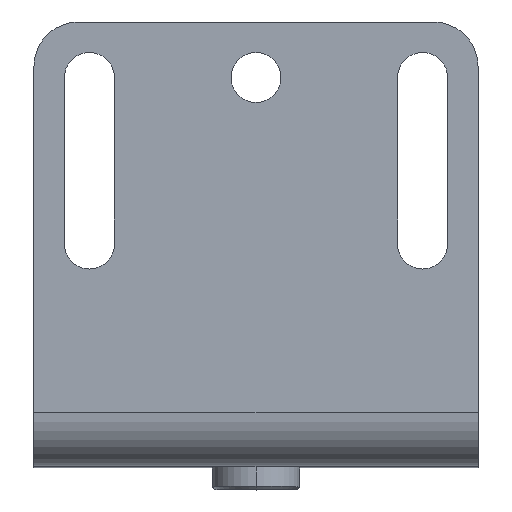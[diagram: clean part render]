
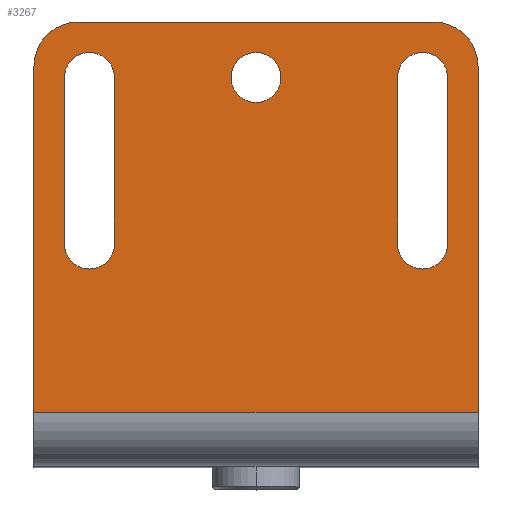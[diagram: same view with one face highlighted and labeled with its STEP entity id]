
A CAD part, top view. The second image highlights one B-rep face of the part: STEP entity #3267.
In plain terms, the highlighted planar face has unit normal (0, 0, 1).
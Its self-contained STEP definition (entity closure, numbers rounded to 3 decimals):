
#87=DIRECTION('',(1.,0.,0.));
#88=VECTOR('',#87,40.);
#89=CARTESIAN_POINT('',(-20.,4.8,0.));
#90=LINE('',#89,#88);
#105=CARTESIAN_POINT('',(-16.,36.,0.));
#106=DIRECTION('',(0.,0.,1.));
#107=DIRECTION('',(0.,1.,0.));
#108=AXIS2_PLACEMENT_3D('',#105,#106,#107);
#110=DIRECTION('',(-1.,0.,0.));
#111=VECTOR('',#110,32.);
#112=CARTESIAN_POINT('',(16.,40.,0.));
#113=LINE('',#112,#111);
#114=CARTESIAN_POINT('',(16.,36.,0.));
#115=DIRECTION('',(0.,0.,1.));
#116=DIRECTION('',(1.,0.,0.));
#117=AXIS2_PLACEMENT_3D('',#114,#115,#116);
#119=DIRECTION('',(0.,1.,0.));
#120=VECTOR('',#119,31.2);
#121=CARTESIAN_POINT('',(20.,4.8,0.));
#122=LINE('',#121,#120);
#123=DIRECTION('',(0.,-1.,0.));
#124=VECTOR('',#123,31.2);
#125=CARTESIAN_POINT('',(-20.,36.,0.));
#126=LINE('',#125,#124);
#127=CARTESIAN_POINT('',(0.,35.,0.));
#128=DIRECTION('',(0.,0.,-1.));
#129=DIRECTION('',(1.,0.,0.));
#130=AXIS2_PLACEMENT_3D('',#127,#128,#129);
#132=CARTESIAN_POINT('',(0.,35.,0.));
#133=DIRECTION('',(0.,0.,-1.));
#134=DIRECTION('',(-1.,0.,0.));
#135=AXIS2_PLACEMENT_3D('',#132,#133,#134);
#137=DIRECTION('',(0.,-1.,0.));
#138=VECTOR('',#137,15.);
#139=CARTESIAN_POINT('',(12.75,35.,0.));
#140=LINE('',#139,#138);
#141=CARTESIAN_POINT('',(15.,20.,0.));
#142=DIRECTION('',(0.,0.,-1.));
#143=DIRECTION('',(1.,0.,0.));
#144=AXIS2_PLACEMENT_3D('',#141,#142,#143);
#146=DIRECTION('',(0.,1.,0.));
#147=VECTOR('',#146,15.);
#148=CARTESIAN_POINT('',(17.25,20.,0.));
#149=LINE('',#148,#147);
#150=CARTESIAN_POINT('',(15.,35.,0.));
#151=DIRECTION('',(0.,0.,-1.));
#152=DIRECTION('',(-1.,0.,0.));
#153=AXIS2_PLACEMENT_3D('',#150,#151,#152);
#155=DIRECTION('',(0.,-1.,0.));
#156=VECTOR('',#155,15.);
#157=CARTESIAN_POINT('',(-17.25,35.,0.));
#158=LINE('',#157,#156);
#159=CARTESIAN_POINT('',(-15.,20.,0.));
#160=DIRECTION('',(0.,0.,-1.));
#161=DIRECTION('',(1.,0.,0.));
#162=AXIS2_PLACEMENT_3D('',#159,#160,#161);
#164=DIRECTION('',(0.,1.,0.));
#165=VECTOR('',#164,15.);
#166=CARTESIAN_POINT('',(-12.75,20.,0.));
#167=LINE('',#166,#165);
#168=CARTESIAN_POINT('',(-15.,35.,0.));
#169=DIRECTION('',(0.,0.,-1.));
#170=DIRECTION('',(-1.,0.,0.));
#171=AXIS2_PLACEMENT_3D('',#168,#169,#170);
#2417=CARTESIAN_POINT('',(-20.,4.8,0.));
#2418=CARTESIAN_POINT('',(20.,4.8,0.));
#2419=VERTEX_POINT('',#2417);
#2420=VERTEX_POINT('',#2418);
#2457=CARTESIAN_POINT('',(-16.,40.,0.));
#2458=CARTESIAN_POINT('',(-20.,36.,0.));
#2459=VERTEX_POINT('',#2457);
#2460=VERTEX_POINT('',#2458);
#2465=CARTESIAN_POINT('',(20.,36.,0.));
#2466=CARTESIAN_POINT('',(16.,40.,0.));
#2467=VERTEX_POINT('',#2465);
#2468=VERTEX_POINT('',#2466);
#2473=CARTESIAN_POINT('',(2.25,35.,0.));
#2474=CARTESIAN_POINT('',(-2.25,35.,0.));
#2475=VERTEX_POINT('',#2473);
#2476=VERTEX_POINT('',#2474);
#2477=CARTESIAN_POINT('',(12.75,35.,0.));
#2478=CARTESIAN_POINT('',(12.75,20.,0.));
#2479=VERTEX_POINT('',#2477);
#2480=VERTEX_POINT('',#2478);
#2481=CARTESIAN_POINT('',(17.25,20.,0.));
#2482=VERTEX_POINT('',#2481);
#2483=CARTESIAN_POINT('',(17.25,35.,0.));
#2484=VERTEX_POINT('',#2483);
#2485=CARTESIAN_POINT('',(-17.25,35.,0.));
#2486=CARTESIAN_POINT('',(-17.25,20.,0.));
#2487=VERTEX_POINT('',#2485);
#2488=VERTEX_POINT('',#2486);
#2489=CARTESIAN_POINT('',(-12.75,20.,0.));
#2490=VERTEX_POINT('',#2489);
#2491=CARTESIAN_POINT('',(-12.75,35.,0.));
#2492=VERTEX_POINT('',#2491);
#3223=CARTESIAN_POINT('',(20.,0.,0.));
#3224=DIRECTION('',(0.,0.,1.));
#3225=DIRECTION('',(1.,0.,0.));
#3226=AXIS2_PLACEMENT_3D('',#3223,#3224,#3225);
#3227=PLANE('',#3226);
#3229=ORIENTED_EDGE('',*,*,#3228,.F.);
#3231=ORIENTED_EDGE('',*,*,#3230,.F.);
#3233=ORIENTED_EDGE('',*,*,#3232,.F.);
#3235=ORIENTED_EDGE('',*,*,#3234,.F.);
#3236=ORIENTED_EDGE('',*,*,#3214,.F.);
#3238=ORIENTED_EDGE('',*,*,#3237,.F.);
#3239=EDGE_LOOP('',(#3229,#3231,#3233,#3235,#3236,#3238));
#3240=FACE_OUTER_BOUND('',#3239,.F.);
#3242=ORIENTED_EDGE('',*,*,#3241,.F.);
#3244=ORIENTED_EDGE('',*,*,#3243,.F.);
#3245=EDGE_LOOP('',(#3242,#3244));
#3246=FACE_BOUND('',#3245,.F.);
#3248=ORIENTED_EDGE('',*,*,#3247,.T.);
#3250=ORIENTED_EDGE('',*,*,#3249,.F.);
#3252=ORIENTED_EDGE('',*,*,#3251,.T.);
#3254=ORIENTED_EDGE('',*,*,#3253,.F.);
#3255=EDGE_LOOP('',(#3248,#3250,#3252,#3254));
#3256=FACE_BOUND('',#3255,.F.);
#3258=ORIENTED_EDGE('',*,*,#3257,.T.);
#3260=ORIENTED_EDGE('',*,*,#3259,.F.);
#3262=ORIENTED_EDGE('',*,*,#3261,.T.);
#3264=ORIENTED_EDGE('',*,*,#3263,.F.);
#3265=EDGE_LOOP('',(#3258,#3260,#3262,#3264));
#3266=FACE_BOUND('',#3265,.F.);
#3267=ADVANCED_FACE('',(#3240,#3246,#3256,#3266),#3227,.T.);
#109=CIRCLE('',#108,4.);
#118=CIRCLE('',#117,4.);
#131=CIRCLE('',#130,2.25);
#136=CIRCLE('',#135,2.25);
#145=CIRCLE('',#144,2.25);
#154=CIRCLE('',#153,2.25);
#163=CIRCLE('',#162,2.25);
#172=CIRCLE('',#171,2.25);
#3214=EDGE_CURVE('',#2419,#2420,#90,.T.);
#3228=EDGE_CURVE('',#2459,#2460,#109,.T.);
#3230=EDGE_CURVE('',#2468,#2459,#113,.T.);
#3232=EDGE_CURVE('',#2467,#2468,#118,.T.);
#3234=EDGE_CURVE('',#2420,#2467,#122,.T.);
#3237=EDGE_CURVE('',#2460,#2419,#126,.T.);
#3241=EDGE_CURVE('',#2475,#2476,#131,.T.);
#3243=EDGE_CURVE('',#2476,#2475,#136,.T.);
#3247=EDGE_CURVE('',#2479,#2480,#140,.T.);
#3249=EDGE_CURVE('',#2482,#2480,#145,.T.);
#3251=EDGE_CURVE('',#2482,#2484,#149,.T.);
#3253=EDGE_CURVE('',#2479,#2484,#154,.T.);
#3257=EDGE_CURVE('',#2487,#2488,#158,.T.);
#3259=EDGE_CURVE('',#2490,#2488,#163,.T.);
#3261=EDGE_CURVE('',#2490,#2492,#167,.T.);
#3263=EDGE_CURVE('',#2487,#2492,#172,.T.);
